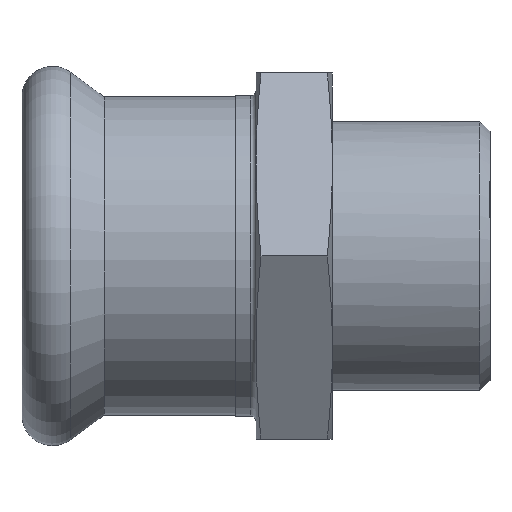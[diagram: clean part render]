
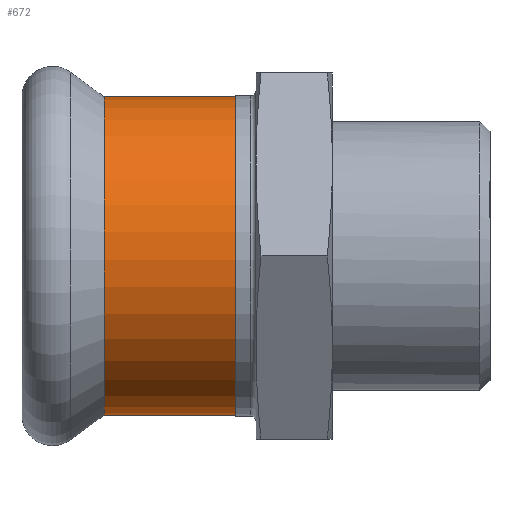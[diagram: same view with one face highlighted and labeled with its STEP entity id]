
A CAD part, front view. The second image highlights one B-rep face of the part: STEP entity #672.
In plain terms, the highlighted cylindrical face has radius 15.65 mm (diameter 31.3 mm), a full revolution.
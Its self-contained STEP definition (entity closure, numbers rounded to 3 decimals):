
#25=CYLINDRICAL_SURFACE('',#784,15.65);
#71=LINE('',#1306,#90);
#90=VECTOR('',#982,15.65);
#156=FACE_OUTER_BOUND('',#207,.T.);
#207=EDGE_LOOP('',(#565,#566,#567,#568));
#211=CIRCLE('',#699,15.65);
#239=CIRCLE('',#758,15.65);
#256=VERTEX_POINT('',#989);
#294=VERTEX_POINT('',#1260);
#308=EDGE_CURVE('',#256,#256,#211,.F.);
#373=EDGE_CURVE('',#294,#294,#239,.T.);
#394=EDGE_CURVE('',#294,#256,#71,.T.);
#565=ORIENTED_EDGE('',*,*,#373,.F.);
#566=ORIENTED_EDGE('',*,*,#394,.T.);
#567=ORIENTED_EDGE('',*,*,#308,.F.);
#568=ORIENTED_EDGE('',*,*,#394,.F.);
#672=ADVANCED_FACE('',(#156),#25,.T.);
#699=AXIS2_PLACEMENT_3D('',#990,#792,#793);
#758=AXIS2_PLACEMENT_3D('',#1262,#923,#924);
#784=AXIS2_PLACEMENT_3D('',#1305,#980,#981);
#792=DIRECTION('center_axis',(-1.,0.,0.));
#793=DIRECTION('ref_axis',(0.,1.,0.));
#923=DIRECTION('center_axis',(-1.,0.,0.));
#924=DIRECTION('ref_axis',(0.,1.,0.));
#980=DIRECTION('center_axis',(-1.,0.,0.));
#981=DIRECTION('ref_axis',(0.,0.878,-0.479));
#982=DIRECTION('',(1.,0.,0.));
#989=CARTESIAN_POINT('',(21.,-13.734,7.503));
#990=CARTESIAN_POINT('Origin',(21.,0.,0.));
#1260=CARTESIAN_POINT('',(8.067,-13.734,7.503));
#1262=CARTESIAN_POINT('Origin',(8.067,0.,0.));
#1305=CARTESIAN_POINT('Origin',(24.725,0.,0.));
#1306=CARTESIAN_POINT('',(24.725,-13.734,7.503));
